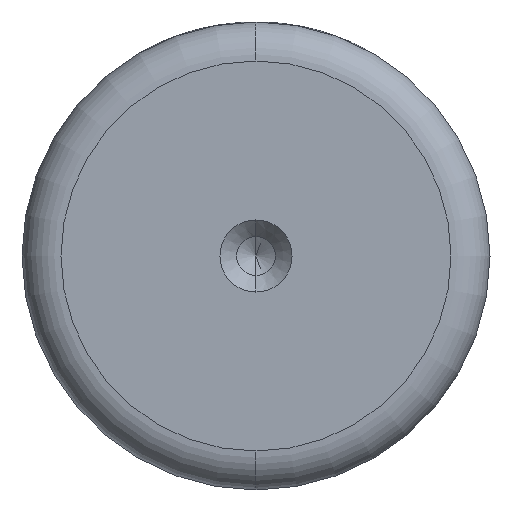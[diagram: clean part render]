
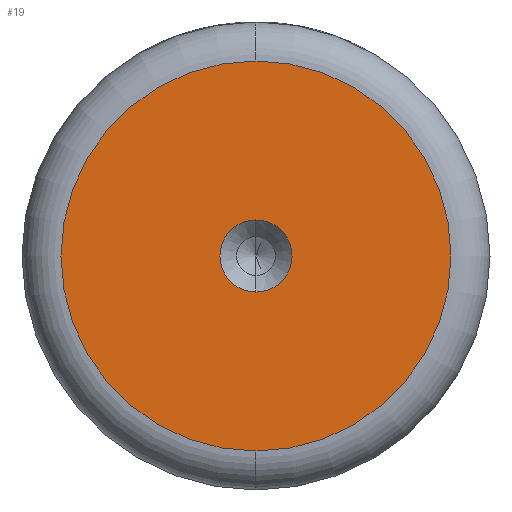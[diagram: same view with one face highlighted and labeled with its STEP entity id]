
A CAD part, left-side view. The second image highlights one B-rep face of the part: STEP entity #19.
In plain terms, the highlighted planar face has unit normal (-1, 0, 0).
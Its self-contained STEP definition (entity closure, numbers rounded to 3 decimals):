
#19 = ADVANCED_FACE ( 'NONE', ( #690, #429 ), #265, .T. ) ;
#21 = DIRECTION ( 'NONE',  ( -1., 0., 0. ) ) ;
#30 = DIRECTION ( 'NONE',  ( 0., 0., 1. ) ) ;
#96 = EDGE_LOOP ( 'NONE', ( #599, #639 ) ) ;
#98 = CIRCLE ( 'NONE', #1190, 10. ) ;
#116 = DIRECTION ( 'NONE',  ( 0., 0., 1. ) ) ;
#144 = CARTESIAN_POINT ( 'NONE',  ( 0., 0., 0. ) ) ;
#195 = EDGE_CURVE ( 'NONE', #651, #1269, #98, .T. ) ;
#234 = CIRCLE ( 'NONE', #1030, 10. ) ;
#240 = ORIENTED_EDGE ( 'NONE', *, *, #195, .T. ) ;
#261 = EDGE_CURVE ( 'NONE', #1074, #529, #851, .T. ) ;
#262 = DIRECTION ( 'NONE',  ( 0., 0., 1. ) ) ;
#265 = PLANE ( 'NONE',  #758 ) ;
#277 = EDGE_CURVE ( 'NONE', #1269, #651, #234, .T. ) ;
#422 = CARTESIAN_POINT ( 'NONE',  ( 0., 0., 0. ) ) ;
#429 = FACE_OUTER_BOUND ( 'NONE', #1194, .T. ) ;
#529 = VERTEX_POINT ( 'NONE', #626 ) ;
#531 = DIRECTION ( 'NONE',  ( 0., 0., 1. ) ) ;
#599 = ORIENTED_EDGE ( 'NONE', *, *, #261, .F. ) ;
#626 = CARTESIAN_POINT ( 'NONE',  ( 0., 0., -1.85 ) ) ;
#639 = ORIENTED_EDGE ( 'NONE', *, *, #967, .F. ) ;
#651 = VERTEX_POINT ( 'NONE', #1348 ) ;
#681 = CIRCLE ( 'NONE', #949, 1.85 ) ;
#690 = FACE_BOUND ( 'NONE', #96, .T. ) ;
#700 = CARTESIAN_POINT ( 'NONE',  ( 0., 0., 0. ) ) ;
#731 = ORIENTED_EDGE ( 'NONE', *, *, #277, .T. ) ;
#758 = AXIS2_PLACEMENT_3D ( 'NONE', #836, #1324, #30 ) ;
#768 = DIRECTION ( 'NONE',  ( -1., 0., 0. ) ) ;
#797 = DIRECTION ( 'NONE',  ( 0., 0., 1. ) ) ;
#836 = CARTESIAN_POINT ( 'NONE',  ( 0., 0., 0. ) ) ;
#851 = CIRCLE ( 'NONE', #1041, 1.85 ) ;
#898 = DIRECTION ( 'NONE',  ( -1., 0., 0. ) ) ;
#949 = AXIS2_PLACEMENT_3D ( 'NONE', #1383, #768, #116 ) ;
#967 = EDGE_CURVE ( 'NONE', #529, #1074, #681, .T. ) ;
#1030 = AXIS2_PLACEMENT_3D ( 'NONE', #700, #21, #797 ) ;
#1041 = AXIS2_PLACEMENT_3D ( 'NONE', #144, #898, #262 ) ;
#1074 = VERTEX_POINT ( 'NONE', #1292 ) ;
#1146 = DIRECTION ( 'NONE',  ( -1., 0., 0. ) ) ;
#1190 = AXIS2_PLACEMENT_3D ( 'NONE', #422, #1146, #531 ) ;
#1194 = EDGE_LOOP ( 'NONE', ( #240, #731 ) ) ;
#1239 = CARTESIAN_POINT ( 'NONE',  ( 0., 0., -10. ) ) ;
#1269 = VERTEX_POINT ( 'NONE', #1239 ) ;
#1292 = CARTESIAN_POINT ( 'NONE',  ( 0., 0., 1.85 ) ) ;
#1324 = DIRECTION ( 'NONE',  ( -1., 0., 0. ) ) ;
#1348 = CARTESIAN_POINT ( 'NONE',  ( 0., 0., 10. ) ) ;
#1383 = CARTESIAN_POINT ( 'NONE',  ( 0., 0., 0. ) ) ;
